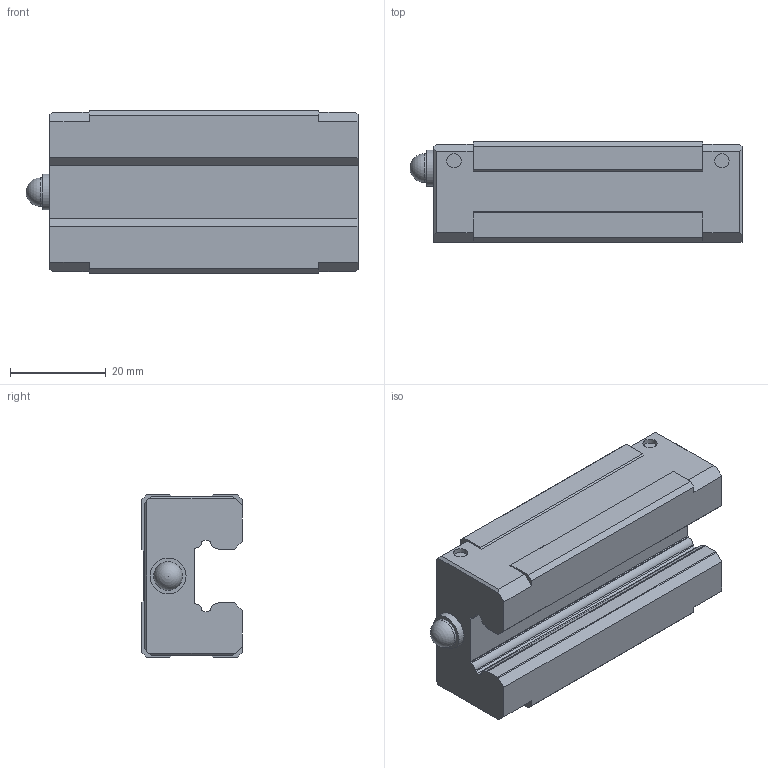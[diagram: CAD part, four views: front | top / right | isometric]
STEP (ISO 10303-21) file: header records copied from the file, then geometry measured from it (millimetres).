
FILE_DESCRIPTION(/* description */ ('STEP AP214'),/* implementation_level */ '2;1');
FILE_NAME(/* name */ 'SHS15V1SS(GK) BLOCK(PB1021B1)',/* time_stamp */ '2023-02-06T12:24:59+01:00',/* author */ ('License CC BY-ND 4.0'),/* organization */ ('CADENAS'),/* preprocessor_version */ 'ST-DEVELOPER v18.102',/* originating_system */ 'PARTsolutions',/* authorisation */ ' ');
FILE_SCHEMA (('AUTOMOTIVE_DESIGN {1 0 10303 214 3 1 1}'));
Length unit declared in the file: millimetre
Products named in the file (3): SHS15V1SS(GK) BLOCK(PB1021B1); PB1021B-SHS_grease_nipple_joint; SHS15VSSPB1021B1 Slide25-55
Assembly tree (2 placements, depth 2):
  SHS15V1SS(GK) BLOCK(PB1021B1)
    PB1021B-SHS_grease_nipple_joint
    SHS15VSSPB1021B1 Slide25-55
Bounding box: 69.4 x 21 x 34 mm (x, y, z)
Volume: 36824.5 mm3; surface area: 9990.9 mm2
Topology: 2 solids, 2 shells, 107 faces, 284 edges, 188 vertices
Faces by surface type: plane 69, cylinder 29, cone 8, sphere 1
Full cylindrical faces by diameter (mm): 3 x4, 3.242 x4, 4 x3, 6 x1, 7.5 x1
Entity records: 3199 total; most frequent: CARTESIAN_POINT 544, DIRECTION 534, ORIENTED_EDGE 504, EDGE_CURVE 252, LINE 190, VECTOR 190, VERTEX_POINT 182, AXIS2_PLACEMENT_3D 172
